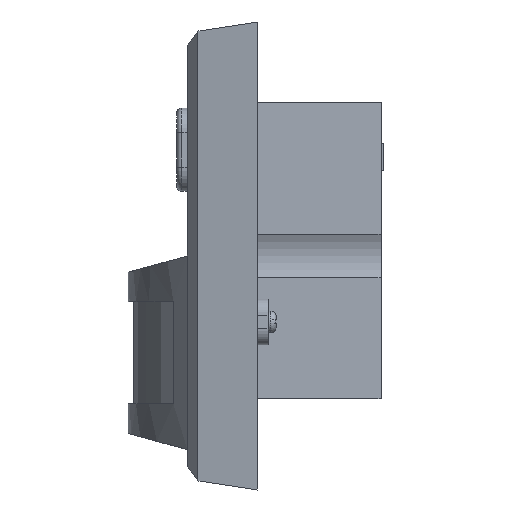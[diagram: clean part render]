
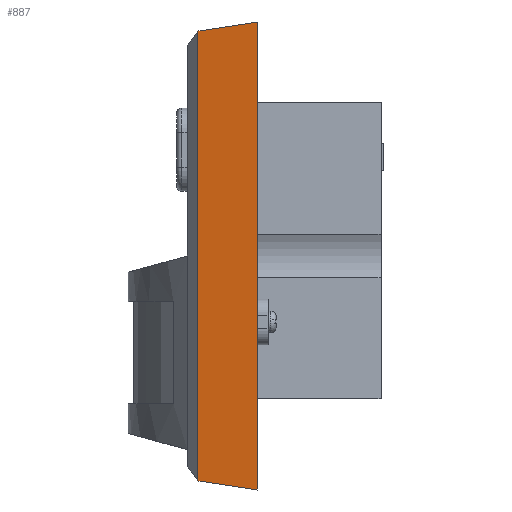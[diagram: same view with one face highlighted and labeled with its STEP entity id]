
A CAD part, left-side view. The second image highlights one B-rep face of the part: STEP entity #887.
In plain terms, the highlighted planar face has unit normal (-0.988, 0.152, 0).
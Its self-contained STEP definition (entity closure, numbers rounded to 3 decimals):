
#236 = CARTESIAN_POINT ( 'NONE',  ( -43.5, 0., 43.5 ) ) ;
#792 = CARTESIAN_POINT ( 'NONE',  ( -41.804, 11.023, 41.5 ) ) ;
#887 = ADVANCED_FACE ( 'NONE', ( #7247 ), #18860, .T. ) ;
#894 = VERTEX_POINT ( 'NONE', #19056 ) ;
#1143 = ORIENTED_EDGE ( 'NONE', *, *, #8289, .F. ) ;
#1825 = VECTOR ( 'NONE', #18167, 1000. ) ;
#2888 = CARTESIAN_POINT ( 'NONE',  ( -42.5, 6.5, -42.5 ) ) ;
#3663 = EDGE_CURVE ( 'NONE', #5996, #894, #13420, .T. ) ;
#4171 = EDGE_LOOP ( 'NONE', ( #1143, #7508, #13188, #19285 ) ) ;
#4336 = CARTESIAN_POINT ( 'NONE',  ( -41.804, 11.023, 41.804 ) ) ;
#4619 = LINE ( 'NONE', #792, #6549 ) ;
#4928 = AXIS2_PLACEMENT_3D ( 'NONE', #14428, #19120, #8194 ) ;
#4945 = VECTOR ( 'NONE', #9420, 1000. ) ;
#5679 = VECTOR ( 'NONE', #9042, 1000. ) ;
#5924 = LINE ( 'NONE', #8602, #1825 ) ;
#5996 = VERTEX_POINT ( 'NONE', #9976 ) ;
#6549 = VECTOR ( 'NONE', #12472, 1000. ) ;
#6669 = VERTEX_POINT ( 'NONE', #4336 ) ;
#7247 = FACE_OUTER_BOUND ( 'NONE', #4171, .T. ) ;
#7508 = ORIENTED_EDGE ( 'NONE', *, *, #10514, .T. ) ;
#8194 = DIRECTION ( 'NONE',  ( 0., 0., -1. ) ) ;
#8289 = EDGE_CURVE ( 'NONE', #6669, #9385, #5924, .T. ) ;
#8558 = EDGE_CURVE ( 'NONE', #9385, #5996, #8819, .T. ) ;
#8602 = CARTESIAN_POINT ( 'NONE',  ( -42.5, 6.5, 42.5 ) ) ;
#8819 = LINE ( 'NONE', #236, #4945 ) ;
#9042 = DIRECTION ( 'NONE',  ( 0.15, 0.977, 0.15 ) ) ;
#9385 = VERTEX_POINT ( 'NONE', #15103 ) ;
#9420 = DIRECTION ( 'NONE',  ( 0., 0., -1. ) ) ;
#9976 = CARTESIAN_POINT ( 'NONE',  ( -43.5, 0., -43.5 ) ) ;
#10514 = EDGE_CURVE ( 'NONE', #6669, #894, #4619, .T. ) ;
#12472 = DIRECTION ( 'NONE',  ( 0., 0., -1. ) ) ;
#13188 = ORIENTED_EDGE ( 'NONE', *, *, #3663, .F. ) ;
#13420 = LINE ( 'NONE', #2888, #5679 ) ;
#14428 = CARTESIAN_POINT ( 'NONE',  ( -41.5, 13., 41.5 ) ) ;
#15103 = CARTESIAN_POINT ( 'NONE',  ( -43.5, 0., 43.5 ) ) ;
#18167 = DIRECTION ( 'NONE',  ( -0.15, -0.977, 0.15 ) ) ;
#18860 = PLANE ( 'NONE',  #4928 ) ;
#19056 = CARTESIAN_POINT ( 'NONE',  ( -41.804, 11.023, -41.804 ) ) ;
#19120 = DIRECTION ( 'NONE',  ( -0.988, 0.152, 0. ) ) ;
#19285 = ORIENTED_EDGE ( 'NONE', *, *, #8558, .F. ) ;
